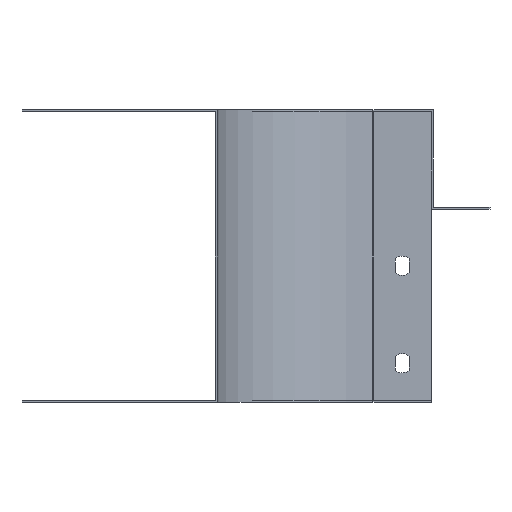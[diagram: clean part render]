
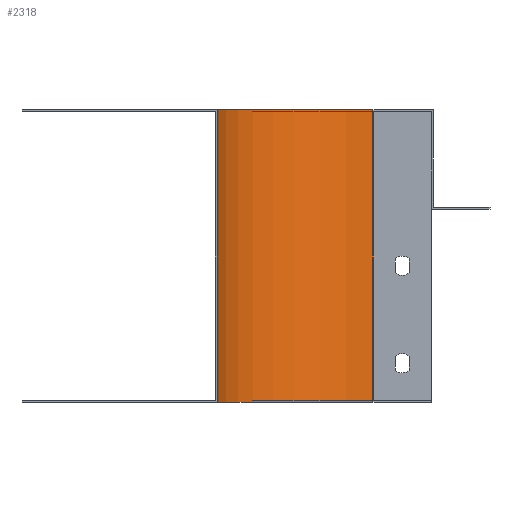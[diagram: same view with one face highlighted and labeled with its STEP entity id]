
A CAD part, left-side view. The second image highlights one B-rep face of the part: STEP entity #2318.
In plain terms, the highlighted cylindrical face has radius 80 mm (diameter 160 mm), a partial arc.
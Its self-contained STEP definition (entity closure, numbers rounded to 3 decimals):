
#24 = EDGE_LOOP ( 'NONE', ( #1848, #1849, #1850, #1851 ) ) ;
#41 = VERTEX_POINT ( 'NONE', #387 ) ;
#45 = VERTEX_POINT ( 'NONE', #385 ) ;
#84 = VERTEX_POINT ( 'NONE', #345 ) ;
#86 = VERTEX_POINT ( 'NONE', #343 ) ;
#343 = CARTESIAN_POINT ( 'NONE',  ( 0., 30., 1. ) ) ;
#345 = CARTESIAN_POINT ( 'NONE',  ( 0., 30., -149. ) ) ;
#385 = CARTESIAN_POINT ( 'NONE',  ( -80., 110., -149. ) ) ;
#387 = CARTESIAN_POINT ( 'NONE',  ( -80., 110., 1. ) ) ;
#657 = CARTESIAN_POINT ( 'NONE',  ( -80., 110., 1. ) ) ;
#668 = DIRECTION ( 'NONE',  ( 0., 0., -1. ) ) ;
#717 = DIRECTION ( 'NONE',  ( 0., 0., -1. ) ) ;
#722 = CARTESIAN_POINT ( 'NONE',  ( 0., 30., 1. ) ) ;
#725 = CARTESIAN_POINT ( 'NONE',  ( -80., 30., -149. ) ) ;
#726 = DIRECTION ( 'NONE',  ( 0., 0., -1. ) ) ;
#727 = DIRECTION ( 'NONE',  ( -1., 0., 0. ) ) ;
#730 = CARTESIAN_POINT ( 'NONE',  ( -80., 30., 1. ) ) ;
#731 = DIRECTION ( 'NONE',  ( 0., 0., -1. ) ) ;
#732 = DIRECTION ( 'NONE',  ( -1., 0., 0. ) ) ;
#1044 = DIRECTION ( 'NONE',  ( -1., 0., 0. ) ) ;
#1046 = DIRECTION ( 'NONE',  ( 0., 0., -1. ) ) ;
#1047 = CARTESIAN_POINT ( 'NONE',  ( -80., 30., 1. ) ) ;
#1418 = EDGE_CURVE ( 'NONE', #41, #45, #2348, .T. ) ;
#1472 = AXIS2_PLACEMENT_3D ( 'NONE', #725, #726, #727 ) ;
#1473 = AXIS2_PLACEMENT_3D ( 'NONE', #730, #731, #732 ) ;
#1548 = AXIS2_PLACEMENT_3D ( 'NONE', #1047, #1046, #1044 ) ;
#1848 = ORIENTED_EDGE ( 'NONE', *, *, #1418, .T. ) ;
#1849 = ORIENTED_EDGE ( 'NONE', *, *, #1918, .T. ) ;
#1850 = ORIENTED_EDGE ( 'NONE', *, *, #1919, .F. ) ;
#1851 = ORIENTED_EDGE ( 'NONE', *, *, #1920, .F. ) ;
#1918 = EDGE_CURVE ( 'NONE', #45, #84, #2388, .T. ) ;
#1919 = EDGE_CURVE ( 'NONE', #86, #84, #2402, .T. ) ;
#1920 = EDGE_CURVE ( 'NONE', #41, #86, #2400, .T. ) ;
#2318 = ADVANCED_FACE ( 'NONE', ( #2582 ), #2590, .F. ) ;
#2348 = LINE ( 'NONE', #657, #2350 ) ;
#2350 = VECTOR ( 'NONE', #668, 1000. ) ;
#2388 = CIRCLE ( 'NONE', #1472, 80. ) ;
#2400 = CIRCLE ( 'NONE', #1473, 80. ) ;
#2402 = LINE ( 'NONE', #722, #2404 ) ;
#2404 = VECTOR ( 'NONE', #717, 1000. ) ;
#2582 = FACE_OUTER_BOUND ( 'NONE', #24, .T. ) ;
#2590 = CYLINDRICAL_SURFACE ( 'NONE', #1548, 80. ) ;
